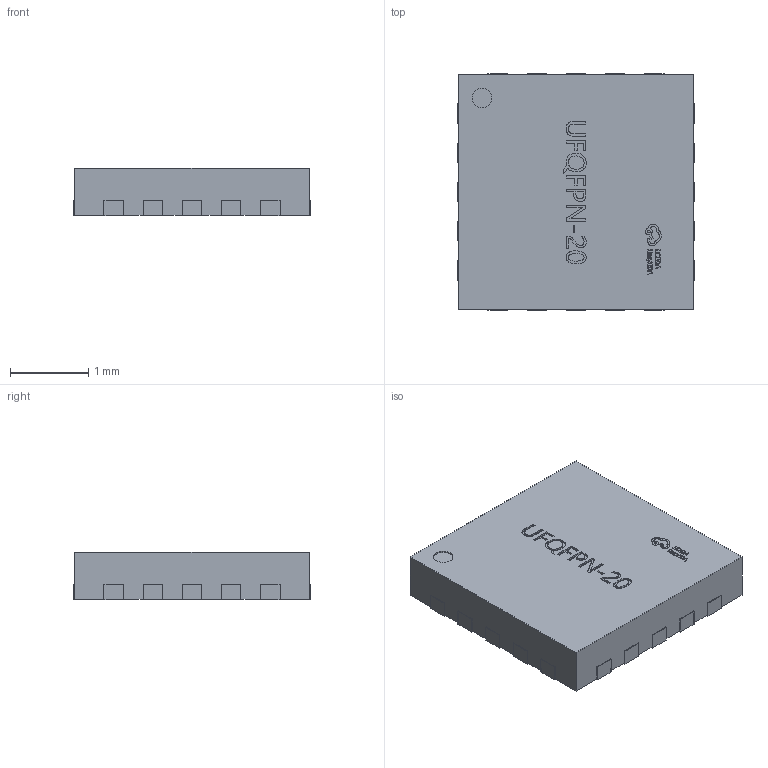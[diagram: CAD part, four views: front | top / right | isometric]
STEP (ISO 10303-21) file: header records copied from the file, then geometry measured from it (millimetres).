
FILE_DESCRIPTION (( 'STEP AP214' ), '1' );
FILE_NAME ('UFQFPN-20_L3.0-W3.0-H0.6-P0.50.step', '2022-07-09T05:31:26', ( '' ), ( '' ), 'SwSTEP 2.0', 'SolidWorks 2020', '' );
FILE_SCHEMA (( 'AUTOMOTIVE_DESIGN' ));
Length unit declared in the file: millimetre
Products named in the file (1): UFQFPN-20_L3.0-W3.0-H0.6-P0.50
Bounding box: 3.02 x 3.02 x 0.61 mm (x, y, z)
Volume: 5.4 mm3; surface area: 25.9 mm2
Topology: 1 solids, 1 shells, 531 faces, 1470 edges, 980 vertices
Faces by surface type: plane 356, bspline 150, cylinder 25
Entity records: 25977 total; most frequent: CARTESIAN_POINT 7508, ORIENTED_EDGE 2940, DIRECTION 1980, EDGE_CURVE 1470, LINE 1116, VECTOR 1116, VERTEX_POINT 980, EDGE_LOOP 570
